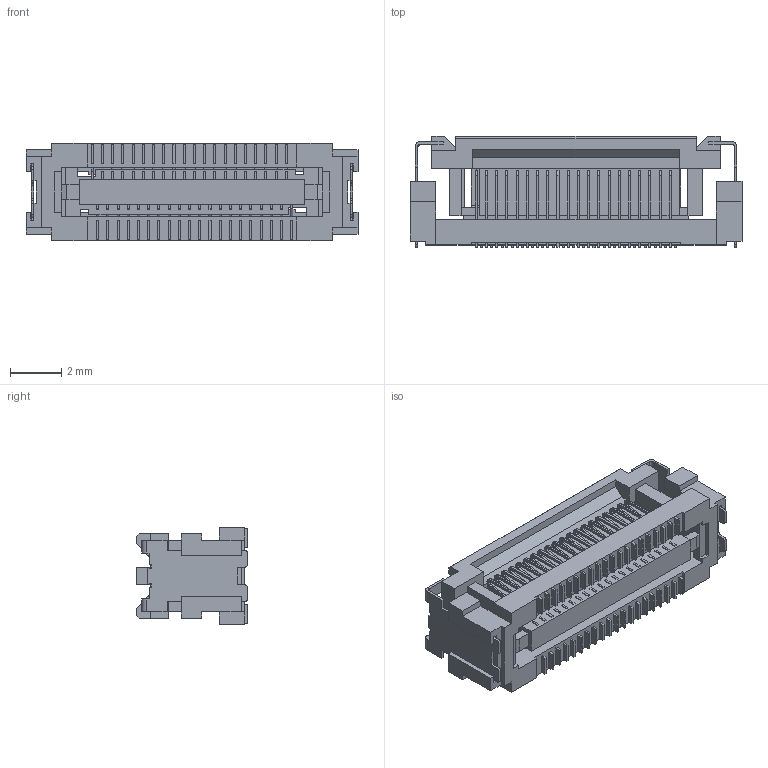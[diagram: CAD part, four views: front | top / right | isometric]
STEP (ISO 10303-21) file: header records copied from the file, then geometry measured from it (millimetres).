
FILE_DESCRIPTION(/* description */ (''),/* implementation_level */ '2;1');
FILE_NAME(/* name */ '2039560403.step',/* time_stamp */ '2021-12-04T15:51:09+01:00',/* author */ (''),/* organization */ (''),/* preprocessor_version */ 'ST-DEVELOPER v18.1',/* originating_system */ 'Autodesk Translation Framework v10.10.0.1391',/* authorisation */ '');
FILE_SCHEMA (('AUTOMOTIVE_DESIGN { 1 0 10303 214 3 1 1 }'));
Length unit declared in the file: millimetre
Products named in the file (1): 2039560403
Bounding box: 13 x 4.35 x 3.8 mm (x, y, z)
Volume: 82.1 mm3; surface area: 525 mm2
Topology: 3 solids, 3 shells, 1753 faces, 4930 edges, 3255 vertices
Faces by surface type: plane 1646, cylinder 107
Entity records: 55981 total; most frequent: CARTESIAN_POINT 9939, ORIENTED_EDGE 9860, DIRECTION 8652, EDGE_CURVE 4930, LINE 4716, VECTOR 4716, VERTEX_POINT 3255, AXIS2_PLACEMENT_3D 1968
